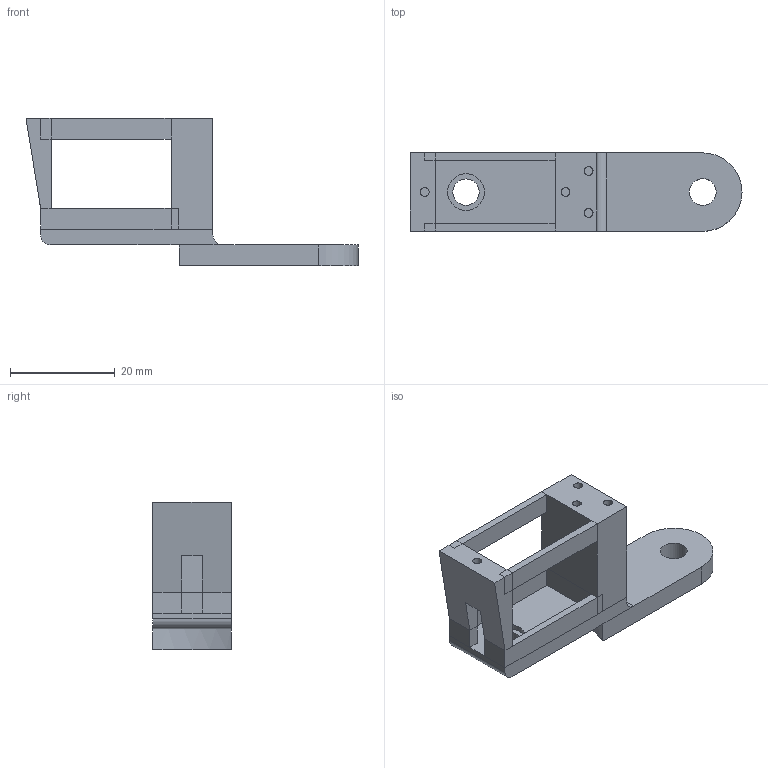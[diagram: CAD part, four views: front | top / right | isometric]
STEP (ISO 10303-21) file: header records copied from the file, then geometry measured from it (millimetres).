
FILE_DESCRIPTION(('FreeCAD Model'),'2;1');
FILE_NAME('Open CASCADE Shape Model','2024-12-05T21:33:38',(''),(''), 'Open CASCADE STEP processor 7.6','FreeCAD','Unknown');
FILE_SCHEMA(('AUTOMOTIVE_DESIGN { 1 0 10303 214 1 1 1 1 }'));
Length unit declared in the file: millimetre
Products named in the file (1): Pocket004003
Bounding box: 63.4 x 15 x 28.2 mm (x, y, z)
Volume: 7135.1 mm3; surface area: 5143.9 mm2
Topology: 1 solids, 1 shells, 69 faces, 170 edges, 102 vertices
Faces by surface type: plane 56, cylinder 13
Full cylindrical faces by diameter (mm): 1.7 x4, 5.02 x1, 5.12 x1, 7 x1
Entity records: 4261 total; most frequent: CARTESIAN_POINT 796, DIRECTION 639, LINE 438, VECTOR 438, ORIENTED_EDGE 340, PCURVE 340, DEFINITIONAL_REPRESENTATION 340, EDGE_CURVE 170
